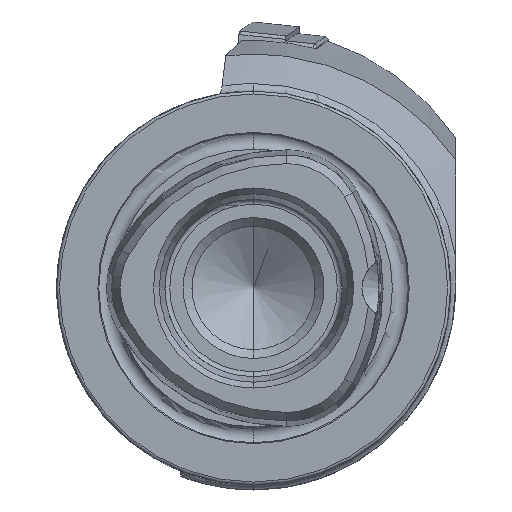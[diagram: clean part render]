
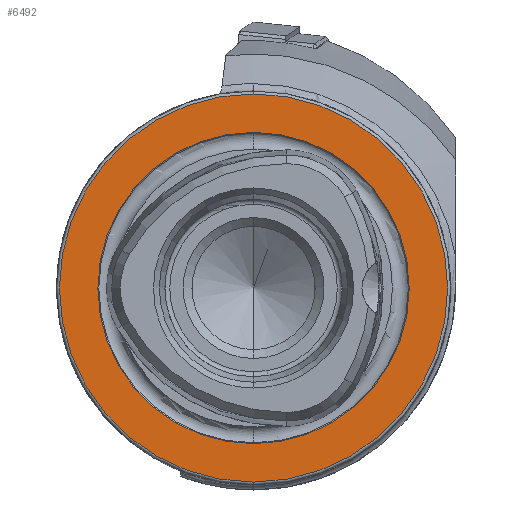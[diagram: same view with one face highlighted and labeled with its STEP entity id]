
A CAD part, left-side view. The second image highlights one B-rep face of the part: STEP entity #6492.
In plain terms, the highlighted planar face has unit normal (-1, 0, 0).
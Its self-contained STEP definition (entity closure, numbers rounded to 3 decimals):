
#828 = AXIS2_PLACEMENT_3D ( 'NONE', #2836, #2837, #2838 ) ;
#831 = AXIS2_PLACEMENT_3D ( 'NONE', #2846, #2847, #2848 ) ;
#1007 = AXIS2_PLACEMENT_3D ( 'NONE', #5345, #5346, #5347 ) ;
#1008 = AXIS2_PLACEMENT_3D ( 'NONE', #5348, #5349, #5350 ) ;
#1983 = CIRCLE ( 'NONE', #828, 15.8 ) ;
#1991 = CIRCLE ( 'NONE', #831, 19.7 ) ;
#2836 = CARTESIAN_POINT ( 'NONE',  ( 0., 0., 0. ) ) ;
#2837 = DIRECTION ( 'NONE',  ( -1., 0., 0. ) ) ;
#2838 = DIRECTION ( 'NONE',  ( 0., 0., 1. ) ) ;
#2846 = CARTESIAN_POINT ( 'NONE',  ( 0., 0., 0. ) ) ;
#2847 = DIRECTION ( 'NONE',  ( -1., 0., 0. ) ) ;
#2848 = DIRECTION ( 'NONE',  ( 0., 0., 1. ) ) ;
#4979 = CIRCLE ( 'NONE', #1007, 19.7 ) ;
#4981 = CIRCLE ( 'NONE', #1008, 15.8 ) ;
#5345 = CARTESIAN_POINT ( 'NONE',  ( 0., 0., 0. ) ) ;
#5346 = DIRECTION ( 'NONE',  ( -1., 0., 0. ) ) ;
#5347 = DIRECTION ( 'NONE',  ( 0., 0., 1. ) ) ;
#5348 = CARTESIAN_POINT ( 'NONE',  ( 0., 0., 0. ) ) ;
#5349 = DIRECTION ( 'NONE',  ( -1., 0., 0. ) ) ;
#5350 = DIRECTION ( 'NONE',  ( 0., 0., 1. ) ) ;
#6492 = ADVANCED_FACE ( 'NONE', ( #10607, #10606 ), #11044, .F. ) ;
#7016 = ORIENTED_EDGE ( 'NONE', *, *, #9973, .F. ) ;
#7017 = ORIENTED_EDGE ( 'NONE', *, *, #8469, .F. ) ;
#7018 = ORIENTED_EDGE ( 'NONE', *, *, #8473, .T. ) ;
#7019 = ORIENTED_EDGE ( 'NONE', *, *, #9972, .T. ) ;
#7246 = VERTEX_POINT ( 'NONE', #11865 ) ;
#7248 = VERTEX_POINT ( 'NONE', #11867 ) ;
#7250 = VERTEX_POINT ( 'NONE', #11869 ) ;
#7251 = VERTEX_POINT ( 'NONE', #11870 ) ;
#7824 = EDGE_LOOP ( 'NONE', ( #7016, #7017 ) ) ;
#8269 = EDGE_LOOP ( 'NONE', ( #7018, #7019 ) ) ;
#8469 = EDGE_CURVE ( 'NONE', #7246, #7248, #1983, .T. ) ;
#8473 = EDGE_CURVE ( 'NONE', #7250, #7251, #1991, .T. ) ;
#9972 = EDGE_CURVE ( 'NONE', #7251, #7250, #4979, .T. ) ;
#9973 = EDGE_CURVE ( 'NONE', #7248, #7246, #4981, .T. ) ;
#10201 = AXIS2_PLACEMENT_3D ( 'NONE', #11041, #11046, #11047 ) ;
#10606 = FACE_OUTER_BOUND ( 'NONE', #8269, .T. ) ;
#10607 = FACE_BOUND ( 'NONE', #7824, .T. ) ;
#11041 = CARTESIAN_POINT ( 'NONE',  ( 0., 15.8, 0. ) ) ;
#11044 = PLANE ( 'NONE',  #10201 ) ;
#11046 = DIRECTION ( 'NONE',  ( 1., 0., 0. ) ) ;
#11047 = DIRECTION ( 'NONE',  ( 0., 0., -1. ) ) ;
#11865 = CARTESIAN_POINT ( 'NONE',  ( 0., 0., -15.8 ) ) ;
#11867 = CARTESIAN_POINT ( 'NONE',  ( 0., 0., 15.8 ) ) ;
#11869 = CARTESIAN_POINT ( 'NONE',  ( 0., 0., 19.7 ) ) ;
#11870 = CARTESIAN_POINT ( 'NONE',  ( 0., 0., -19.7 ) ) ;
